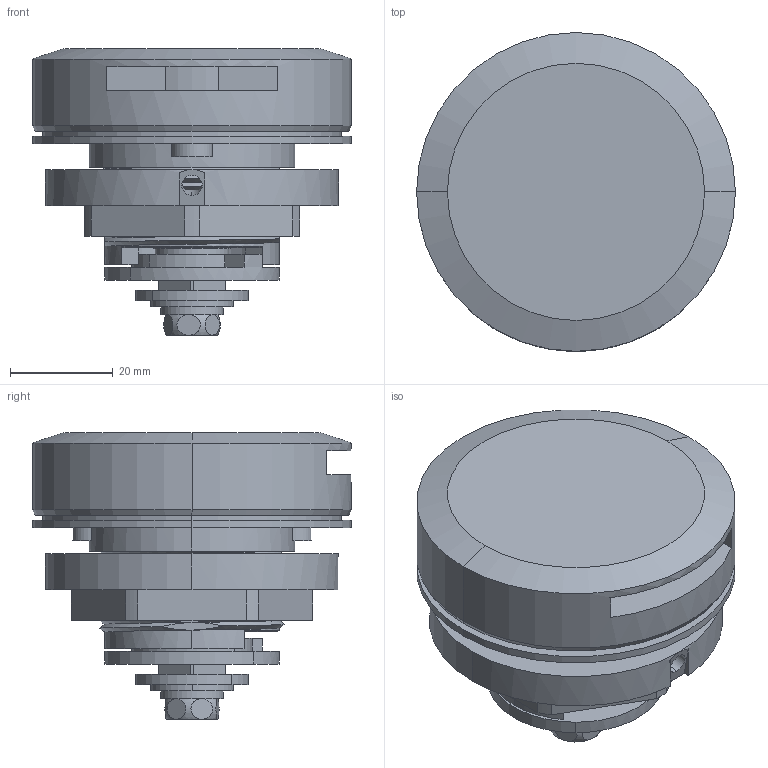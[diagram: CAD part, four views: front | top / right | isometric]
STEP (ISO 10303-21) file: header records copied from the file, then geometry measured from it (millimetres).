
FILE_DESCRIPTION (( 'STEP AP203' ), '1' );
FILE_NAME ('A-310-1_.STEP', '2006-06-07T02:02:05', ( ' ' ), ( ' ' ), 'SwSTEP 2.0', 'SolidWorks 2005204', '' );
FILE_SCHEMA (( 'CONFIG_CONTROL_DESIGN' ));
Length unit declared in the file: millimetre
Products named in the file (10): A-310-1僷僢僉儞_棉太倌; スプリングワッシャーM6_JIS B 1251 No.2 6; A-310-1_; A-310-1杮懱_棉太倌; A-310-1庴嵗_棉太倌; A-310-1六角ナット_ﾃﾞﾌｫﾙﾄ; 廫帤寠晅偒榋妏儃儖僩M6_M6亊13; A-310-1僗僩僢僷乕_棉太倌; 仩10僗儁乕僒乕_冇22亊仩10亊t2.0; 暯儚僢僔儍乕M6暲娵_M6亊冇16亊t1.2
Assembly tree (9 placements, depth 2):
  A-310-1_
    暯儚僢僔儍乕M6暲娵_M6亊冇16亊t1.2
    A-310-1僷僢僉儞_棉太倌
    スプリングワッシャーM6_JIS B 1251 No.2 6
    A-310-1杮懱_棉太倌
    廫帤寠晅偒榋妏儃儖僩M6_M6亊13
    A-310-1六角ナット_ﾃﾞﾌｫﾙﾄ
    A-310-1僗僩僢僷乕_棉太倌
    仩10僗儁乕僒乕_冇22亊仩10亊t2.0
    A-310-1庴嵗_棉太倌
Bounding box: 62 x 62 x 55.7 mm (x, y, z)
Volume: 75377.4 mm3; surface area: 44069.4 mm2
Topology: 9 solids, 9 shells, 280 faces, 637 edges, 393 vertices
Faces by surface type: plane 124, cylinder 92, bspline 43, cone 15, torus 6
Entity records: 11657 total; most frequent: CARTESIAN_POINT 4633, ORIENTED_EDGE 1270, DIRECTION 1203, EDGE_CURVE 635, AXIS2_PLACEMENT_3D 469, VERTEX_POINT 393, EDGE_LOOP 314, ADVANCED_FACE 280
